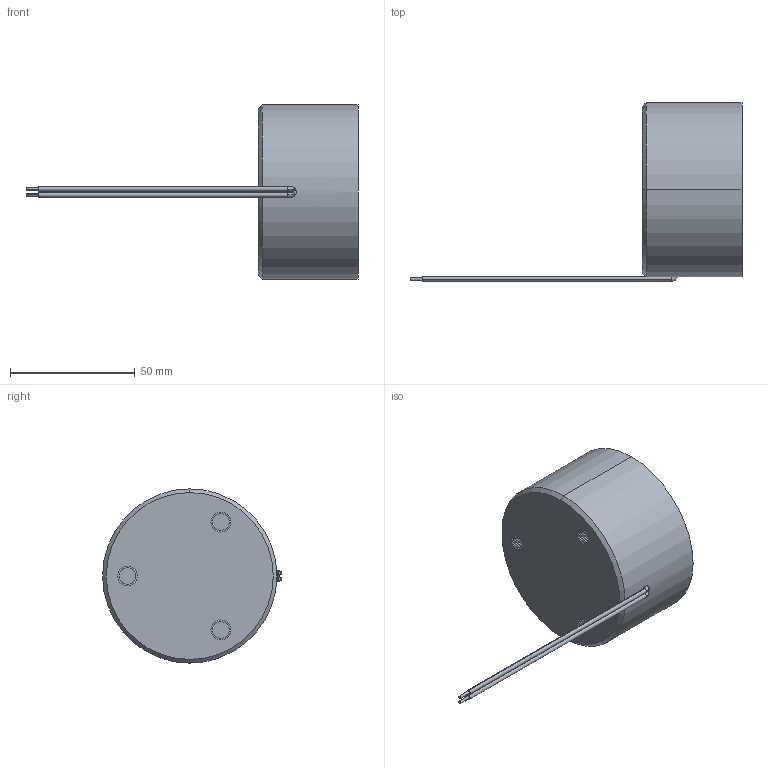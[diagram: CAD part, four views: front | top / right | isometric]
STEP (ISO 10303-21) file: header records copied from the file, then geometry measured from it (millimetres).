
FILE_DESCRIPTION (( 'STEP AP203' ), '1' );
FILE_NAME ('ET7040.STEP', '2019-07-11T06:12:21', ( 'user' ), ( '' ), 'SwSTEP 2.0', 'SolidWorks 2011', '' );
FILE_SCHEMA (( 'CONFIG_CONTROL_DESIGN' ));
Length unit declared in the file: millimetre
Products named in the file (4): ET7040; ET7040灌膠; ET7040線圈組標準品; 61170400041L
Assembly tree (3 placements, depth 2):
  ET7040
    61170400041L
    ET7040灌膠
    ET7040線圈組標準品
Bounding box: 133.3 x 71.8 x 70 mm (x, y, z)
Volume: 180630.7 mm3; surface area: 52615.7 mm2
Topology: 3 solids, 3 shells, 205 faces, 492 edges, 300 vertices
Faces by surface type: cone 98, cylinder 84, plane 17, torus 6
Entity records: 6606 total; most frequent: DIRECTION 1196, CARTESIAN_POINT 1183, ORIENTED_EDGE 984, AXIS2_PLACEMENT_3D 501, EDGE_CURVE 492, VERTEX_POINT 300, CIRCLE 290, EDGE_LOOP 224
